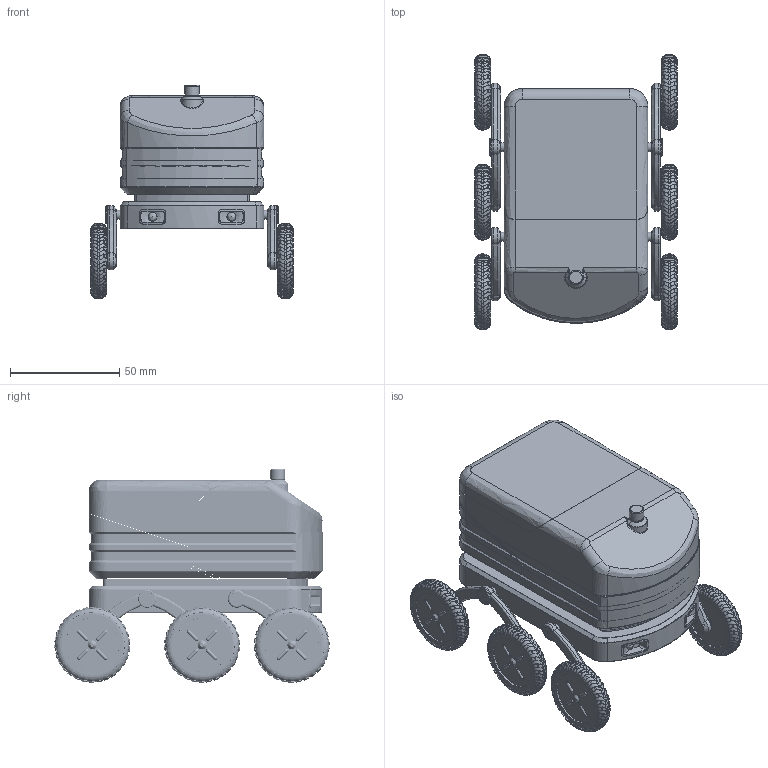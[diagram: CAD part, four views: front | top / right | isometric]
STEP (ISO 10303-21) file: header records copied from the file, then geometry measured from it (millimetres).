
FILE_DESCRIPTION(('FreeCAD Model'),'2;1');
FILE_NAME('Open CASCADE Shape Model','2025-05-04T14:13:45',('FreeCAD'),( 'FreeCAD'),'Open CASCADE STEP processor 7.6','FreeCAD','Unknown');
FILE_SCHEMA(('AUTOMOTIVE_DESIGN { 1 0 10303 214 1 1 1 1 }'));
Products named in the file (1): Open CASCADE STEP translator 7.6 1
Bounding box: 92.79 x 126.09 x 97.83 mm (x, y, z)
Volume: 409399.7 mm3; surface area: 114901.7 mm2
Topology: 51 solids, 51 shells, 5396 faces, 13163 edges, 8134 vertices
Faces by surface type: bspline 5396
Entity records: 209967 total; most frequent: CARTESIAN_POINT 130586, ORIENTED_EDGE 26150, EDGE_CURVE 13075, B_SPLINE_CURVE_WITH_KNOTS 11125, VERTEX_POINT 8116, FACE_BOUND 5877, EDGE_LOOP 5877, ADVANCED_FACE 5396
